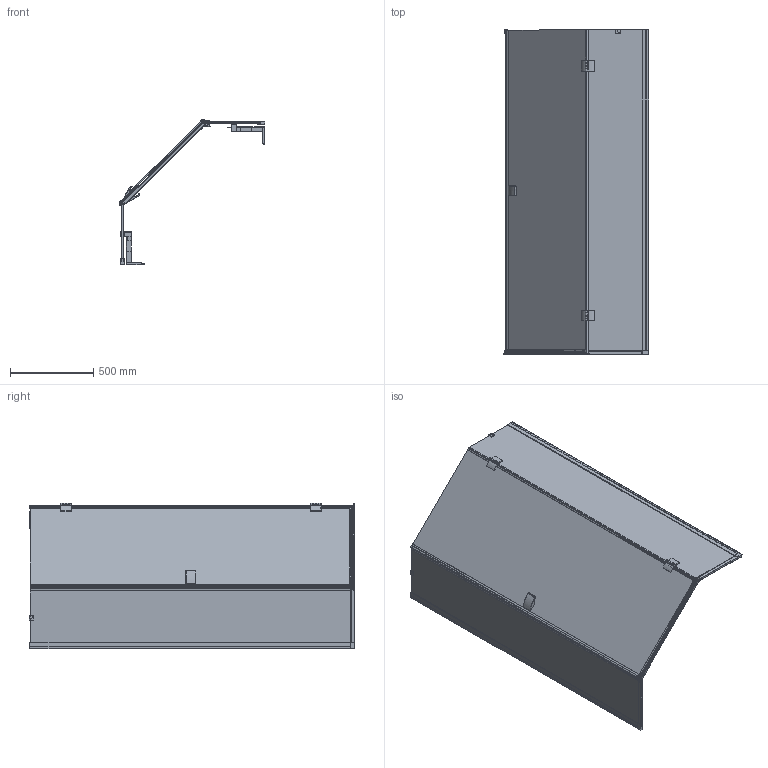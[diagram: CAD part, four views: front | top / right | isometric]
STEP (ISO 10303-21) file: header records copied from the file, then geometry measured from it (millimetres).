
FILE_DESCRIPTION((''),'2;1');
FILE_NAME('AQD90-875X875X1950_ASM','2019-04-28T',('admin'),(''),'PRO/ENGINEER BY PARAMETRIC TECHNOLOGY CORPORATION, 2010280','PRO/ENGINEER BY PARAMETRIC TECHNOLOGY CORPORATION, 2010280','');
FILE_SCHEMA(('CONFIG_CONTROL_DESIGN','SHAPE_APPEARANCE_LAYERS_GROUPS'));
Products named in the file (46): GB-8X357X1932; CC293X1926; CC303-1926; ID414-1926; CC293-CC303-ID414-R_ASM; CC308; AC680X337; CA250; CG293; CG292-3; CA250-155_ASM; CC299; AQD90-GB-R_ASM; AC227; AC228; AC187; AC386; AC307; MC364_AF0; MC223-MC364_ASM; AC225-AQD90_ASM; CC293-CC303-ID414-L_ASM; DC553-8X353X1932; CC307; CG292-2; CA250-155-L_ASM; AC422-1948; AQD90-GB-L_ASM; BC037; SC626; SC644-8; AC040-687; XGZ_ASM; AQD90HB-6X675X1932; AC133-1932; AC371; AC373; AC370-637; NC791_11; NC792_13 ...
Assembly tree (59 placements, depth 5):
  AQD90-875X875X1950_ASM
    AQD90-GB-R_ASM
      GB-8X357X1932
      CC293-CC303-ID414-R_ASM
        CC293X1926
        CC303-1926
        ID414-1926
      CC308
      AC680X337
      CA250-155_ASM
        CA250
        CG293
        CG292-3
      CC299
    AC225-AQD90_ASM  x2
      AC227
      AC228
      AC187
      AC386
      AC307
      MC223-MC364_ASM
        MC364_AF0
    AQD90-GB-L_ASM
      CC293-CC303-ID414-L_ASM
        CC293X1926
        CC303-1926
        ID414-1926
      DC553-8X353X1932
      CC307
      AC680X337
      CA250-155-L_ASM
        CA250
        CG293
        CG292-2
      AC422-1948
      CC299
    XGZ_ASM
      BC037  x2
      SC626
      SC644-8
      AC040-687
    AQF90HB_ASM
      AQD90HB-6X675X1932
      AC133-1932
      AC371
      AC373
      AC370-637
      NC790_ASM_ASM
        NC790_ASM_12_ASM
          NC791_11
          NC792_13
      AC838-678
      DC405-1948
Bounding box: 873.77 x 1955.1 x 876.51 mm (x, y, z)
Volume: 21582057.4 mm3; surface area: 7402032.8 mm2
Topology: 57 solids, 61 shells, 1815 faces, 4412 edges, 2716 vertices
Faces by surface type: cylinder 624, plane 615, bspline 308, torus 168, cone 55, sphere 31, extrusion 12, revolution 2
Entity records: 63565 total; most frequent: CARTESIAN_POINT 23799, ORIENTED_EDGE 6648, DIRECTION 5955, EDGE_CURVE 3332, PRESENTATION_STYLE_ASSIGNMENT 2808, STYLED_ITEM 2808, CURVE_STYLE 2764, AXIS2_PLACEMENT_3D 2248
